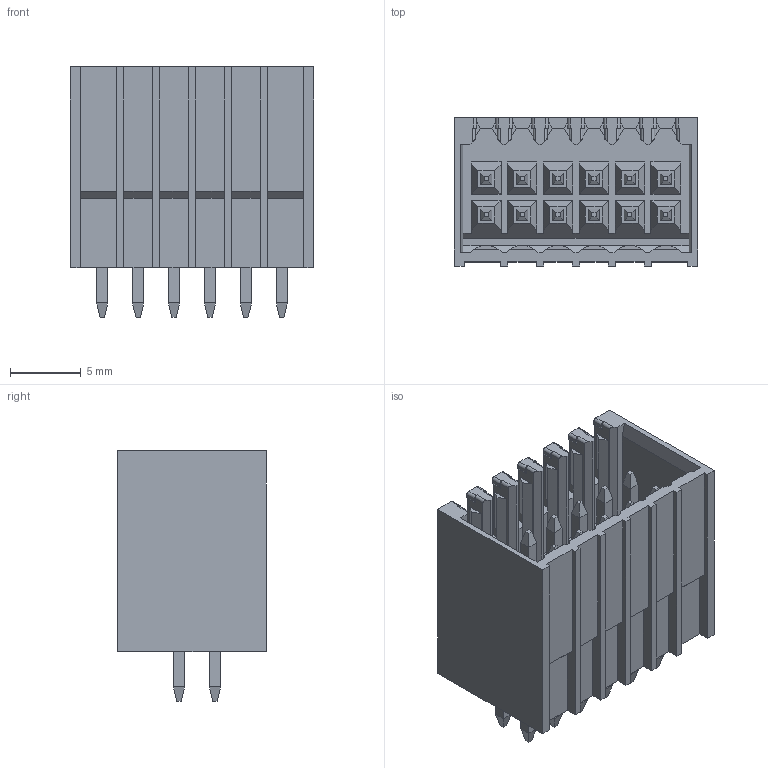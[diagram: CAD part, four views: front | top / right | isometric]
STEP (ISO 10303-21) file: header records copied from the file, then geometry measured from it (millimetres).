
FILE_DESCRIPTION(('FreeCAD Model'),'2;1');
FILE_NAME('DINKLE_0156-10XX.step','2019-10-14T22:14:16',( 'kicad StepUp'),('ksu MCAD'),'Open CASCADE STEP processor 7.3', 'FreeCAD','Unknown');
FILE_SCHEMA(('AUTOMOTIVE_DESIGN { 1 0 10303 214 1 1 1 1 }'));
Length unit declared in the file: millimetre
Products named in the file (1): DINKLE_0156-10XX
Bounding box: 17.2 x 10.5 x 17.7 mm (x, y, z)
Volume: 1463.5 mm3; surface area: 2058 mm2
Topology: 1 solids, 1 shells, 549 faces, 1401 edges, 884 vertices
Faces by surface type: plane 507, cylinder 42
Entity records: 16320 total; most frequent: CARTESIAN_POINT 3087, ORIENTED_EDGE 2802, DIRECTION 2543, EDGE_CURVE 1401, LINE 1299, VECTOR 1299, VERTEX_POINT 884, AXIS2_PLACEMENT_3D 622
